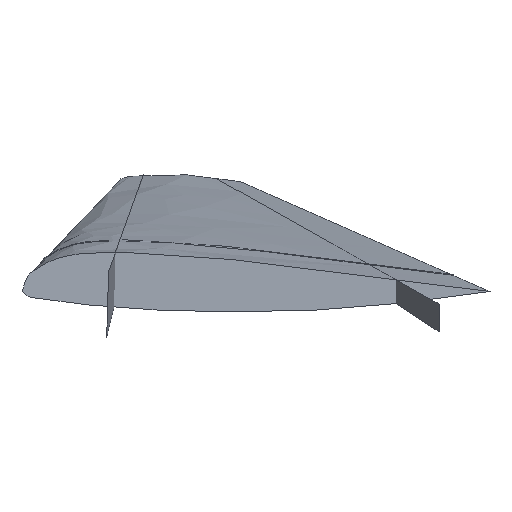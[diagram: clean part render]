
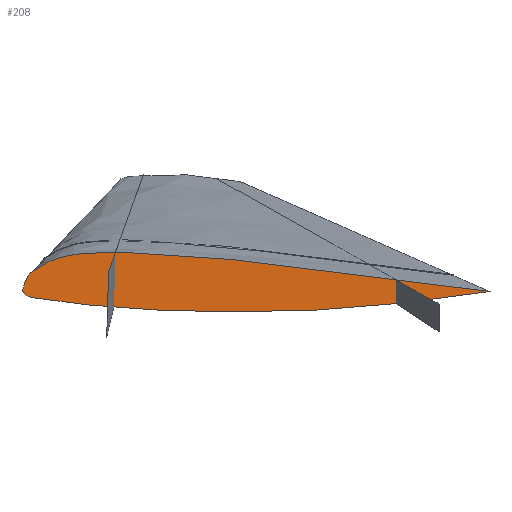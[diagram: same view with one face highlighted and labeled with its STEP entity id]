
A CAD part, front view. The second image highlights one B-rep face of the part: STEP entity #208.
In plain terms, the highlighted planar face has unit normal (0, -1, 0).
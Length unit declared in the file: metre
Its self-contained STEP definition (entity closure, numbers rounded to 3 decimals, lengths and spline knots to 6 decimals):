
#27=PLANE('',#307);
#110=ORIENTED_EDGE('',*,*,#138,.T.);
#111=ORIENTED_EDGE('',*,*,#139,.F.);
#138=EDGE_CURVE('',#164,#165,#180,.T.);
#139=EDGE_CURVE('',#164,#165,#181,.F.);
#164=VERTEX_POINT('',#1829);
#165=VERTEX_POINT('',#1830);
#180=B_SPLINE_CURVE_WITH_KNOTS('',3,(#1810,#1811,#1812,#1813,#1814,#1815,
#1816,#1817,#1818,#1819,#1820,#1821,#1822,#1823,#1824,#1825,#1826,#1827,
#1828),.UNSPECIFIED.,.F.,.F.,(4,1,1,1,1,1,1,1,1,1,1,1,1,1,1,1,4),(0.,0.080744,
0.161479,0.242218,0.323051,0.40379,
0.484436,0.564987,0.621904,0.678799,
0.735686,0.792805,0.833771,0.87557,
0.919198,0.952088,1.),.UNSPECIFIED.);
#181=B_SPLINE_CURVE_WITH_KNOTS('',3,(#1831,#1832,#1833,#1834,#1835,#1836,
#1837,#1838,#1839,#1840,#1841,#1842,#1843,#1844,#1845,#1846,#1847,#1848,
#1849),.UNSPECIFIED.,.F.,.F.,(4,1,1,1,1,1,1,1,1,1,1,1,1,1,1,1,4),(0.,0.033152,
0.063019,0.104589,0.146037,0.187434,
0.245947,0.304433,0.362867,0.421266,0.503822,
0.586359,0.668908,0.751503,0.834214,
0.917062,1.),.UNSPECIFIED.);
#190=EDGE_LOOP('',(#110,#111));
#197=FACE_BOUND('',#190,.T.);
#208=ADVANCED_FACE('',(#197),#27,.F.);
#307=AXIS2_PLACEMENT_3D('',#1809,#338,#339);
#338=DIRECTION('',(0.,1.,0.));
#339=DIRECTION('',(0.,0.,1.));
#1809=CARTESIAN_POINT('',(1.89793,0.,0.373082));
#1810=CARTESIAN_POINT('',(5.,0.,0.));
#1811=CARTESIAN_POINT('',(4.833329,0.,0.020532));
#1812=CARTESIAN_POINT('',(4.500008,0.,0.061593));
#1813=CARTESIAN_POINT('',(4.0001,0.,0.122611));
#1814=CARTESIAN_POINT('',(3.49935,0.,0.17999));
#1815=CARTESIAN_POINT('',(3.001332,0.,0.25558));
#1816=CARTESIAN_POINT('',(2.496681,0.,0.315514));
#1817=CARTESIAN_POINT('',(2.013662,0.,0.366174));
#1818=CARTESIAN_POINT('',(1.505369,0.,0.402689));
#1819=CARTESIAN_POINT('',(1.257124,0.,0.414037));
#1820=CARTESIAN_POINT('',(0.996543,0.,0.423772));
#1821=CARTESIAN_POINT('',(0.7565,0.,0.422869));
#1822=CARTESIAN_POINT('',(0.501556,0.,0.390001));
#1823=CARTESIAN_POINT('',(0.376645,0.,0.351608));
#1824=CARTESIAN_POINT('',(0.248889,0.,0.30547));
#1825=CARTESIAN_POINT('',(0.12503,0.,0.220988));
#1826=CARTESIAN_POINT('',(0.050853,0.,0.173056));
#1827=CARTESIAN_POINT('',(0.01893,0.,0.064418));
#1828=CARTESIAN_POINT('',(0.,0.,0.));
#1829=CARTESIAN_POINT('',(5.,0.,0.));
#1830=CARTESIAN_POINT('',(0.,0.,0.));
#1831=CARTESIAN_POINT('',(0.,0.,0.));
#1832=CARTESIAN_POINT('',(0.020818,0.,-0.019644));
#1833=CARTESIAN_POINT('',(0.06039,0.,-0.056984));
#1834=CARTESIAN_POINT('',(0.126349,0.,-0.071396));
#1835=CARTESIAN_POINT('',(0.25207,0.,-0.093429));
#1836=CARTESIAN_POINT('',(0.377441,0.,-0.109026));
#1837=CARTESIAN_POINT('',(0.502904,0.,-0.12312));
#1838=CARTESIAN_POINT('',(0.756959,0.,-0.14895));
#1839=CARTESIAN_POINT('',(0.99635,0.,-0.171835));
#1840=CARTESIAN_POINT('',(1.257033,0.,-0.189659));
#1841=CARTESIAN_POINT('',(1.50517,0.,-0.201997));
#1842=CARTESIAN_POINT('',(2.013252,0.,-0.220424));
#1843=CARTESIAN_POINT('',(2.496471,0.,-0.217295));
#1844=CARTESIAN_POINT('',(3.001083,0.,-0.206392));
#1845=CARTESIAN_POINT('',(3.500108,0.,-0.181102));
#1846=CARTESIAN_POINT('',(4.000491,0.,-0.134052));
#1847=CARTESIAN_POINT('',(4.500266,0.,-0.071436));
#1848=CARTESIAN_POINT('',(4.833361,0.,-0.023821));
#1849=CARTESIAN_POINT('',(5.,0.,0.));
